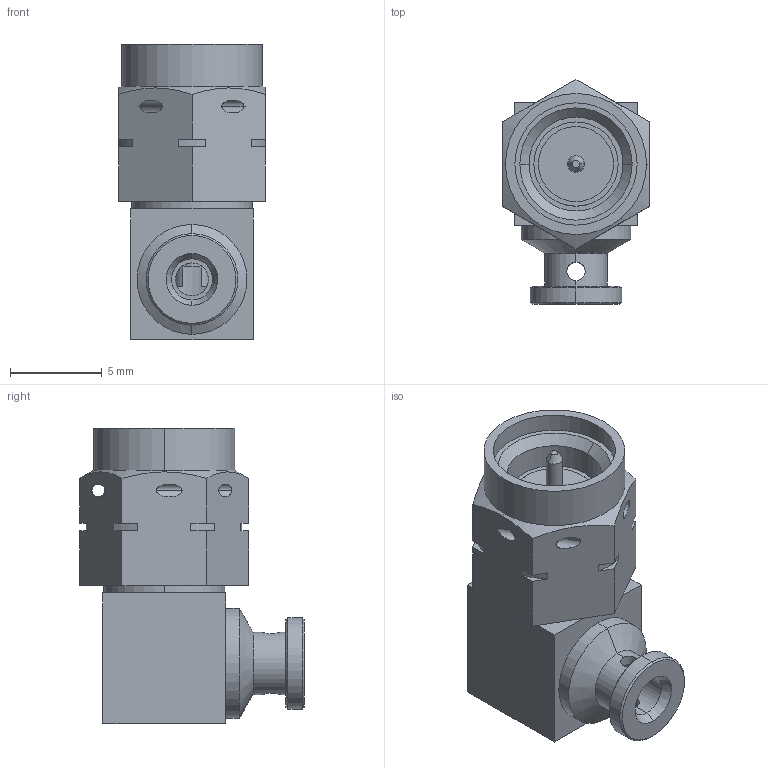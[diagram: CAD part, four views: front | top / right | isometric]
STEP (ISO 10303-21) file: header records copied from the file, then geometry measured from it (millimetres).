
FILE_DESCRIPTION (( 'STEP AP203' ), '1' );
FILE_NAME ('研-50-805瑞阅-00.STEP', '2020-03-05T02:49:09', ( '' ), ( '' ), 'SwSTEP 2.0', 'SolidWorks 2017', '' );
FILE_SCHEMA (( 'CONFIG_CONTROL_DESIGN' ));
Length unit declared in the file: millimetre
Products named in the file (1): 研-50-805瑞阅-00
Bounding box: 8 x 12.27 x 16.15 mm (x, y, z)
Volume: 666.1 mm3; surface area: 941.9 mm2
Topology: 1 solids, 1 shells, 110 faces, 273 edges, 176 vertices
Faces by surface type: cylinder 51, plane 43, cone 16
Entity records: 3494 total; most frequent: CARTESIAN_POINT 772, DIRECTION 553, ORIENTED_EDGE 546, EDGE_CURVE 273, AXIS2_PLACEMENT_3D 207, VERTEX_POINT 176, LINE 139, VECTOR 139
